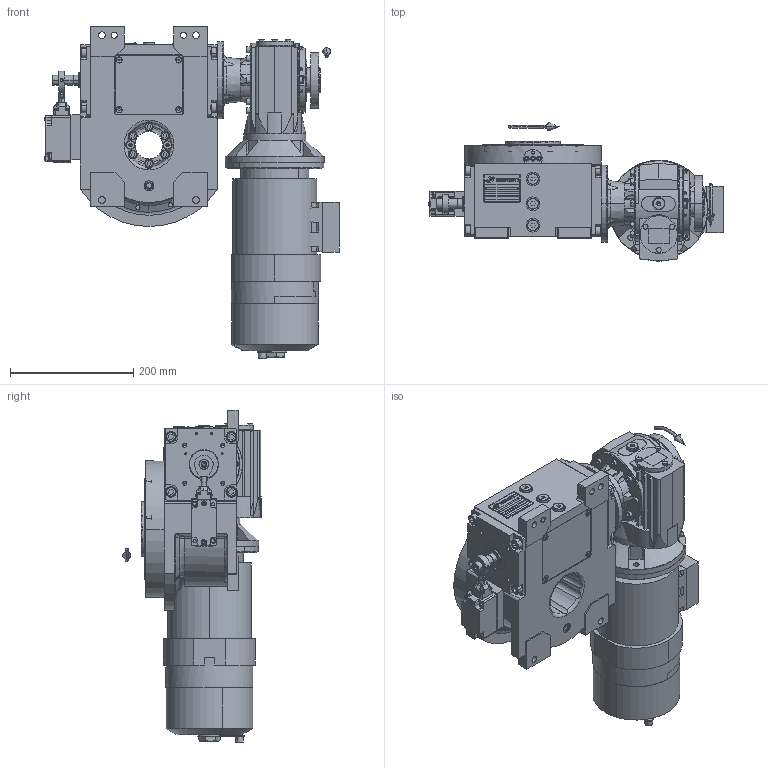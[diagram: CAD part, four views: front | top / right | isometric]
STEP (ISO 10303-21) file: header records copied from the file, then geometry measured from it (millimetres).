
FILE_DESCRIPTION (( 'STEP AP203' ), '1' );
FILE_NAME ('PC5201605.step', '2025-10-22T10:05:47', ( '' ), ( '' ), 'SwSTEP 2.0', 'SolidWorks 2020', '' );
FILE_SCHEMA (( 'CONFIG_CONTROL_DESIGN' ));
Length unit declared in the file: millimetre
Products named in the file (91): cfn2115_02_161; cfn2000_01_103; AS_cfn2476_01_002_60x46; CFN2203_02_001^rig06_071_06_m_asm(2)_rig06_071_06_m_asm.stp; AS_cfn2400_01_001; cfn2151_01_109; rig06_001_a; CFN2010_02_002^rig06_071_06_m_asm(2)_rig06_071_06_m_asm.stp; cfn2000_01_124; cfn2000_01_126; cfn2128_19_002; CBF50_F1_LFB_SX_71B5; CFN2000_01_185^RIG06_005_ASM_rig06_071_06_m_asm(2)_rig06_071_06_m_asm.stp; cfn2000_01_161; cfn2107_01_001; rig06_003_6; cfn2128_04_004; cfn2115_02_165; cfn2104_01_016; cfn2003_01_054; cfn2000_01_168; cfn2205_01_013; AS_cfn2000_01_168; CFN2356_03_047^rig06_071_06_m_asm(2)_rig06_071_06_m_asm.stp; PC5201605; AS_900_38_30_003; cfn2158_01_010; rig06_004_s_001; AS_rig06_071_6_m; AS_rig06_017; freccia_angolare_albero; 900_38_11_32_4; 900_38_10_49_4; rig06_005_n_01; AS_900_38_11_32_4; cfn2155_01_056; cfn2151_01_090; CFN2104_02_017^RIG06_005_ASM_rig06_071_06_m_asm(2)_rig06_071_06_m_asm.stp; cfn2276_01_074; rig06_071_06_m_asm.stp ...
Assembly tree (87 placements, depth 5):
  CFN2203_02_001^rig06_071_06_m_asm(2)_rig06_071_06_m_asm.stp
  cfn2151_01_109
  cfn2115_02_165
  cfn2205_01_013
  CFN2356_03_047^rig06_071_06_m_asm(2)_rig06_071_06_m_asm.stp
Bounding box: 477.4 x 224.5 x 538.17 mm (x, y, z)
Volume: 9417529 mm3; surface area: 1300160 mm2
Topology: 74 solids, 77 shells, 3547 faces, 8887 edges, 5677 vertices
Faces by surface type: plane 1644, cylinder 1151, cone 596, torus 144, bspline 6, sphere 6
Entity records: 120476 total; most frequent: CARTESIAN_POINT 29772, DIRECTION 17146, ORIENTED_EDGE 16642, EDGE_CURVE 8321, AXIS2_PLACEMENT_3D 6199, VERTEX_POINT 5388, VECTOR 4748, LINE 4748
